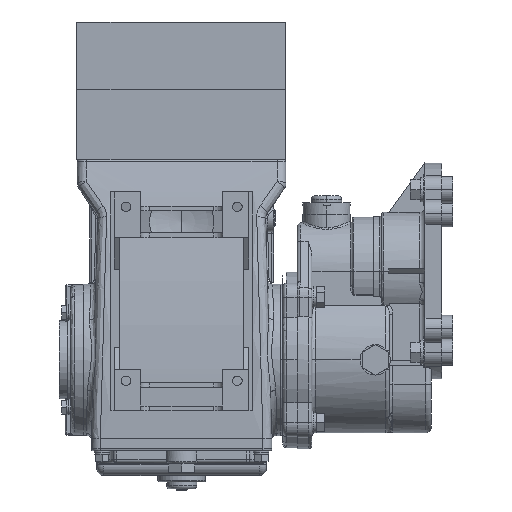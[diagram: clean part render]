
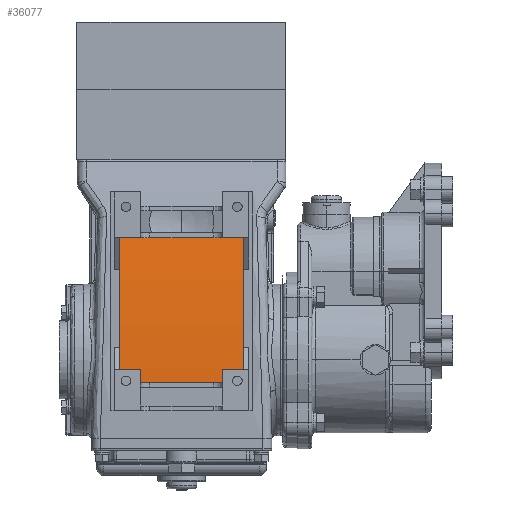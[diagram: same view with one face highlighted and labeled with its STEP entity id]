
A CAD part, front view. The second image highlights one B-rep face of the part: STEP entity #36077.
In plain terms, the highlighted cylindrical face has radius 634.291 mm (diameter 1268.58 mm), a partial arc.
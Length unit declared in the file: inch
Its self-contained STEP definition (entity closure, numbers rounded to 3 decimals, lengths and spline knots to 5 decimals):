
#469 = CARTESIAN_POINT ( 'NONE',  ( 2.95, -2.31469, -0.265 ) ) ;
#2883 = CARTESIAN_POINT ( 'NONE',  ( -1.76, -1.8181, 3.46 ) ) ;
#3248 = EDGE_CURVE ( 'NONE', #16182, #22074, #13012, .T. ) ;
#4013 = CARTESIAN_POINT ( 'NONE',  ( 2.95, -1.8181, 3.46 ) ) ;
#4418 = CARTESIAN_POINT ( 'NONE',  ( 2.95, 22.61652, -1.69306 ) ) ;
#4580 = VECTOR ( 'NONE', #38931, 39.37008 ) ;
#5557 = LINE ( 'NONE', #20737, #13964 ) ;
#6432 = CARTESIAN_POINT ( 'NONE',  ( -1.76, -2.31469, -0.265 ) ) ;
#7278 = EDGE_LOOP ( 'NONE', ( #16224, #12550, #40391, #8506, #27112, #8198, #15395, #34493 ) ) ;
#7578 = CIRCLE ( 'NONE', #40839, 24.97208 ) ;
#7750 = EDGE_CURVE ( 'NONE', #14611, #12402, #9710, .T. ) ;
#8185 = EDGE_CURVE ( 'NONE', #39501, #14611, #40143, .T. ) ;
#8198 = ORIENTED_EDGE ( 'NONE', *, *, #3248, .F. ) ;
#8506 = ORIENTED_EDGE ( 'NONE', *, *, #33013, .F. ) ;
#8564 = CARTESIAN_POINT ( 'NONE',  ( 1.76, 22.61652, -1.69306 ) ) ;
#8827 = CARTESIAN_POINT ( 'NONE',  ( -1.165, 22.61652, -1.69306 ) ) ;
#9202 = CARTESIAN_POINT ( 'NONE',  ( 1.76, -1.8181, 3.46 ) ) ;
#9710 = CIRCLE ( 'NONE', #19976, 24.97208 ) ;
#11736 = DIRECTION ( 'NONE',  ( 0., 0., 1. ) ) ;
#12000 = DIRECTION ( 'NONE',  ( 0., 0., -1. ) ) ;
#12402 = VERTEX_POINT ( 'NONE', #21029 ) ;
#12550 = ORIENTED_EDGE ( 'NONE', *, *, #8185, .F. ) ;
#12814 = CARTESIAN_POINT ( 'NONE',  ( -1.76, 22.61652, -1.69306 ) ) ;
#13012 = LINE ( 'NONE', #4013, #4580 ) ;
#13964 = VECTOR ( 'NONE', #23880, 39.37008 ) ;
#14327 = AXIS2_PLACEMENT_3D ( 'NONE', #12814, #34863, #15941 ) ;
#14611 = VERTEX_POINT ( 'NONE', #17391 ) ;
#15149 = EDGE_CURVE ( 'NONE', #16590, #39501, #7578, .T. ) ;
#15395 = ORIENTED_EDGE ( 'NONE', *, *, #22125, .F. ) ;
#15748 = CARTESIAN_POINT ( 'NONE',  ( 2.95, -2.33335, -0.64 ) ) ;
#15941 = DIRECTION ( 'NONE',  ( 0., 0., -1. ) ) ;
#16182 = VERTEX_POINT ( 'NONE', #2883 ) ;
#16224 = ORIENTED_EDGE ( 'NONE', *, *, #7750, .F. ) ;
#16566 = LINE ( 'NONE', #469, #33408 ) ;
#16590 = VERTEX_POINT ( 'NONE', #27877 ) ;
#17344 = CARTESIAN_POINT ( 'NONE',  ( 1.165, 22.61652, -1.69306 ) ) ;
#17391 = CARTESIAN_POINT ( 'NONE',  ( -1.165, -2.33335, -0.64 ) ) ;
#18674 = VERTEX_POINT ( 'NONE', #6432 ) ;
#18915 = DIRECTION ( 'NONE',  ( -1., 0., 0. ) ) ;
#19384 = DIRECTION ( 'NONE',  ( -1., 0., 0. ) ) ;
#19976 = AXIS2_PLACEMENT_3D ( 'NONE', #8827, #30915, #12000 ) ;
#20534 = DIRECTION ( 'NONE',  ( 0., 0., 1. ) ) ;
#20737 = CARTESIAN_POINT ( 'NONE',  ( 2.95, -2.31469, -0.265 ) ) ;
#21029 = CARTESIAN_POINT ( 'NONE',  ( -1.165, -2.31469, -0.265 ) ) ;
#22074 = VERTEX_POINT ( 'NONE', #9202 ) ;
#22125 = EDGE_CURVE ( 'NONE', #18674, #16182, #24347, .T. ) ;
#22725 = EDGE_CURVE ( 'NONE', #12402, #18674, #5557, .T. ) ;
#23284 = CIRCLE ( 'NONE', #39672, 24.97208 ) ;
#23880 = DIRECTION ( 'NONE',  ( -1., 0., 0. ) ) ;
#24347 = CIRCLE ( 'NONE', #14327, 24.97208 ) ;
#25220 = CARTESIAN_POINT ( 'NONE',  ( 1.76, -2.31469, -0.265 ) ) ;
#27112 = ORIENTED_EDGE ( 'NONE', *, *, #39983, .F. ) ;
#27877 = CARTESIAN_POINT ( 'NONE',  ( 1.165, -2.31469, -0.265 ) ) ;
#28013 = FACE_OUTER_BOUND ( 'NONE', #7278, .T. ) ;
#30670 = DIRECTION ( 'NONE',  ( 1., 0., 0. ) ) ;
#30915 = DIRECTION ( 'NONE',  ( -1., 0., 0. ) ) ;
#33013 = EDGE_CURVE ( 'NONE', #40608, #16590, #16566, .T. ) ;
#33408 = VECTOR ( 'NONE', #19384, 39.37008 ) ;
#34493 = ORIENTED_EDGE ( 'NONE', *, *, #22725, .F. ) ;
#34863 = DIRECTION ( 'NONE',  ( -1., 0., 0. ) ) ;
#35377 = CYLINDRICAL_SURFACE ( 'NONE', #37075, 24.97208 ) ;
#36077 = ADVANCED_FACE ( 'NONE', ( #28013 ), #35377, .T. ) ;
#36212 = CARTESIAN_POINT ( 'NONE',  ( 1.165, -2.33335, -0.64 ) ) ;
#37075 = AXIS2_PLACEMENT_3D ( 'NONE', #4418, #39086, #38940 ) ;
#38931 = DIRECTION ( 'NONE',  ( 1., 0., 0. ) ) ;
#38940 = DIRECTION ( 'NONE',  ( 0., 0., 1. ) ) ;
#39086 = DIRECTION ( 'NONE',  ( -1., 0., 0. ) ) ;
#39145 = VECTOR ( 'NONE', #18915, 39.37008 ) ;
#39478 = DIRECTION ( 'NONE',  ( 1., 0., 0. ) ) ;
#39501 = VERTEX_POINT ( 'NONE', #36212 ) ;
#39672 = AXIS2_PLACEMENT_3D ( 'NONE', #8564, #30670, #11736 ) ;
#39983 = EDGE_CURVE ( 'NONE', #22074, #40608, #23284, .T. ) ;
#40143 = LINE ( 'NONE', #15748, #39145 ) ;
#40391 = ORIENTED_EDGE ( 'NONE', *, *, #15149, .F. ) ;
#40608 = VERTEX_POINT ( 'NONE', #25220 ) ;
#40839 = AXIS2_PLACEMENT_3D ( 'NONE', #17344, #39478, #20534 ) ;
